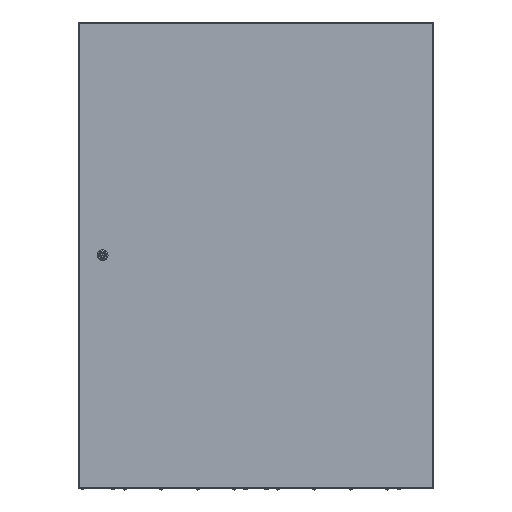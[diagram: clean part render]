
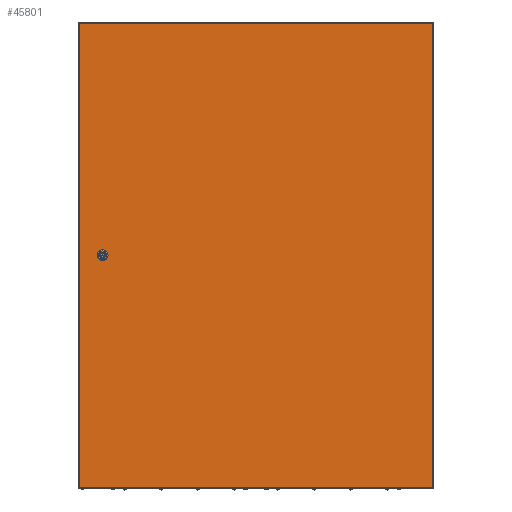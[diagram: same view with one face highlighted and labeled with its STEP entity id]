
A CAD part, top view. The second image highlights one B-rep face of the part: STEP entity #45801.
In plain terms, the highlighted planar face has unit normal (0, 0, 1).
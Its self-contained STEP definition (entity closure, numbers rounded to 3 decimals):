
#219 = CARTESIAN_POINT ( 'NONE',  ( 912.37, 1197., 17.5 ) ) ;
#257 = CARTESIAN_POINT ( 'NONE',  ( 62.87, 600., 17.5 ) ) ;
#1299 = VERTEX_POINT ( 'NONE', #45266 ) ;
#1828 = AXIS2_PLACEMENT_3D ( 'NONE', #3098, #41394, #54387 ) ;
#2311 = EDGE_CURVE ( 'NONE', #13747, #68796, #78242, .T. ) ;
#3098 = CARTESIAN_POINT ( 'NONE',  ( 0., 0., 17.5 ) ) ;
#3252 = LINE ( 'NONE', #81469, #57441 ) ;
#4022 = VERTEX_POINT ( 'NONE', #29227 ) ;
#4448 = CARTESIAN_POINT ( 'NONE',  ( 2.87, 3., 17.5 ) ) ;
#4548 = ORIENTED_EDGE ( 'NONE', *, *, #17543, .F. ) ;
#5834 = VECTOR ( 'NONE', #74693, 1000. ) ;
#6095 = VECTOR ( 'NONE', #10868, 1000. ) ;
#8061 = EDGE_CURVE ( 'NONE', #80210, #4022, #13715, .T. ) ;
#10868 = DIRECTION ( 'NONE',  ( 0., -1., 0. ) ) ;
#13715 = CIRCLE ( 'NONE', #37921, 11.25 ) ;
#13747 = VERTEX_POINT ( 'NONE', #31483 ) ;
#13845 = EDGE_CURVE ( 'NONE', #1299, #80318, #43673, .T. ) ;
#14030 = VERTEX_POINT ( 'NONE', #80247 ) ;
#14453 = PLANE ( 'NONE',  #1828 ) ;
#16142 = VERTEX_POINT ( 'NONE', #60963 ) ;
#16282 = LINE ( 'NONE', #51063, #36444 ) ;
#16620 = EDGE_CURVE ( 'NONE', #4022, #71414, #3252, .T. ) ;
#17313 = DIRECTION ( 'NONE',  ( 1., 0., 0. ) ) ;
#17374 = EDGE_LOOP ( 'NONE', ( #4548, #71619, #32079, #62471, #81441, #51562, #53123, #31456 ) ) ;
#17543 = EDGE_CURVE ( 'NONE', #71414, #1299, #40212, .T. ) ;
#18145 = CARTESIAN_POINT ( 'NONE',  ( 2.87, 3., 17.5 ) ) ;
#18293 = LINE ( 'NONE', #219, #30077 ) ;
#18404 = CARTESIAN_POINT ( 'NONE',  ( 2.87, 1197., 17.5 ) ) ;
#19090 = DIRECTION ( 'NONE',  ( 0., -1., 0. ) ) ;
#21280 = EDGE_CURVE ( 'NONE', #16142, #62319, #18293, .T. ) ;
#21482 = AXIS2_PLACEMENT_3D ( 'NONE', #69537, #49377, #36328 ) ;
#22691 = AXIS2_PLACEMENT_3D ( 'NONE', #257, #70063, #69646 ) ;
#24718 = DIRECTION ( 'NONE',  ( -1., 0., 0. ) ) ;
#24736 = DIRECTION ( 'NONE',  ( 1., 0., 0. ) ) ;
#25853 = DIRECTION ( 'NONE',  ( 0., 1., 0. ) ) ;
#26315 = VECTOR ( 'NONE', #51682, 1000. ) ;
#26337 = CARTESIAN_POINT ( 'NONE',  ( 57.814, 589.95, 17.5 ) ) ;
#28889 = CARTESIAN_POINT ( 'NONE',  ( 72.92, 605.056, 17.5 ) ) ;
#29227 = CARTESIAN_POINT ( 'NONE',  ( 72.92, 594.944, 17.5 ) ) ;
#29777 = VECTOR ( 'NONE', #17313, 1000. ) ;
#30077 = VECTOR ( 'NONE', #25853, 1000. ) ;
#31456 = ORIENTED_EDGE ( 'NONE', *, *, #13845, .F. ) ;
#31483 = CARTESIAN_POINT ( 'NONE',  ( 52.82, 594.944, 17.5 ) ) ;
#32079 = ORIENTED_EDGE ( 'NONE', *, *, #8061, .F. ) ;
#34197 = DIRECTION ( 'NONE',  ( 0., 0., 1. ) ) ;
#36328 = DIRECTION ( 'NONE',  ( 1., 0., 0. ) ) ;
#36444 = VECTOR ( 'NONE', #19090, 1000. ) ;
#37921 = AXIS2_PLACEMENT_3D ( 'NONE', #42401, #34197, #38124 ) ;
#38124 = DIRECTION ( 'NONE',  ( 1., 0., 0. ) ) ;
#40136 = FACE_OUTER_BOUND ( 'NONE', #75870, .T. ) ;
#40212 = CIRCLE ( 'NONE', #22691, 11.25 ) ;
#40767 = EDGE_CURVE ( 'NONE', #71640, #13747, #16282, .T. ) ;
#40778 = CARTESIAN_POINT ( 'NONE',  ( 67.926, 589.95, 17.5 ) ) ;
#41394 = DIRECTION ( 'NONE',  ( 0., 0., 1. ) ) ;
#41560 = ORIENTED_EDGE ( 'NONE', *, *, #65823, .T. ) ;
#42401 = CARTESIAN_POINT ( 'NONE',  ( 62.87, 600., 17.5 ) ) ;
#43163 = DIRECTION ( 'NONE',  ( 0., 1., 0. ) ) ;
#43673 = LINE ( 'NONE', #63849, #48915 ) ;
#45266 = CARTESIAN_POINT ( 'NONE',  ( 67.926, 610.05, 17.5 ) ) ;
#45801 = ADVANCED_FACE ( 'NONE', ( #59866, #40136 ), #14453, .T. ) ;
#46653 = ORIENTED_EDGE ( 'NONE', *, *, #75994, .T. ) ;
#48583 = CARTESIAN_POINT ( 'NONE',  ( 67.926, 589.95, 17.5 ) ) ;
#48915 = VECTOR ( 'NONE', #24718, 1000. ) ;
#49377 = DIRECTION ( 'NONE',  ( 0., 0., 1. ) ) ;
#51063 = CARTESIAN_POINT ( 'NONE',  ( 52.82, 594.944, 17.5 ) ) ;
#51562 = ORIENTED_EDGE ( 'NONE', *, *, #40767, .F. ) ;
#51682 = DIRECTION ( 'NONE',  ( -1., 0., 0. ) ) ;
#52405 = EDGE_CURVE ( 'NONE', #68796, #80210, #74270, .T. ) ;
#53123 = ORIENTED_EDGE ( 'NONE', *, *, #79335, .F. ) ;
#53728 = CIRCLE ( 'NONE', #21482, 11.25 ) ;
#54387 = DIRECTION ( 'NONE',  ( 1., 0., 0. ) ) ;
#54497 = EDGE_CURVE ( 'NONE', #62319, #14030, #63446, .T. ) ;
#56003 = LINE ( 'NONE', #18145, #29777 ) ;
#57441 = VECTOR ( 'NONE', #43163, 1000. ) ;
#59866 = FACE_BOUND ( 'NONE', #17374, .T. ) ;
#60963 = CARTESIAN_POINT ( 'NONE',  ( 912.37, 3., 17.5 ) ) ;
#62319 = VERTEX_POINT ( 'NONE', #67229 ) ;
#62471 = ORIENTED_EDGE ( 'NONE', *, *, #52405, .F. ) ;
#63432 = AXIS2_PLACEMENT_3D ( 'NONE', #63863, #70164, #24736 ) ;
#63446 = LINE ( 'NONE', #83243, #26315 ) ;
#63849 = CARTESIAN_POINT ( 'NONE',  ( 67.926, 610.05, 17.5 ) ) ;
#63863 = CARTESIAN_POINT ( 'NONE',  ( 62.87, 600., 17.5 ) ) ;
#65823 = EDGE_CURVE ( 'NONE', #14030, #82683, #74396, .T. ) ;
#67229 = CARTESIAN_POINT ( 'NONE',  ( 912.37, 1197., 17.5 ) ) ;
#68796 = VERTEX_POINT ( 'NONE', #26337 ) ;
#69537 = CARTESIAN_POINT ( 'NONE',  ( 62.87, 600., 17.5 ) ) ;
#69646 = DIRECTION ( 'NONE',  ( 1., 0., 0. ) ) ;
#70063 = DIRECTION ( 'NONE',  ( 0., 0., 1. ) ) ;
#70164 = DIRECTION ( 'NONE',  ( 0., 0., 1. ) ) ;
#71414 = VERTEX_POINT ( 'NONE', #28889 ) ;
#71619 = ORIENTED_EDGE ( 'NONE', *, *, #16620, .F. ) ;
#71640 = VERTEX_POINT ( 'NONE', #82287 ) ;
#74270 = LINE ( 'NONE', #40778, #5834 ) ;
#74386 = ORIENTED_EDGE ( 'NONE', *, *, #21280, .T. ) ;
#74396 = LINE ( 'NONE', #18404, #6095 ) ;
#74693 = DIRECTION ( 'NONE',  ( 1., 0., 0. ) ) ;
#75457 = CARTESIAN_POINT ( 'NONE',  ( 57.814, 610.05, 17.5 ) ) ;
#75870 = EDGE_LOOP ( 'NONE', ( #41560, #46653, #74386, #79599 ) ) ;
#75994 = EDGE_CURVE ( 'NONE', #82683, #16142, #56003, .T. ) ;
#78242 = CIRCLE ( 'NONE', #63432, 11.25 ) ;
#79335 = EDGE_CURVE ( 'NONE', #80318, #71640, #53728, .T. ) ;
#79599 = ORIENTED_EDGE ( 'NONE', *, *, #54497, .T. ) ;
#80210 = VERTEX_POINT ( 'NONE', #48583 ) ;
#80247 = CARTESIAN_POINT ( 'NONE',  ( 2.87, 1197., 17.5 ) ) ;
#80318 = VERTEX_POINT ( 'NONE', #75457 ) ;
#81441 = ORIENTED_EDGE ( 'NONE', *, *, #2311, .F. ) ;
#81469 = CARTESIAN_POINT ( 'NONE',  ( 72.92, 594.944, 17.5 ) ) ;
#82287 = CARTESIAN_POINT ( 'NONE',  ( 52.82, 605.056, 17.5 ) ) ;
#82683 = VERTEX_POINT ( 'NONE', #4448 ) ;
#83243 = CARTESIAN_POINT ( 'NONE',  ( 2.87, 1197., 17.5 ) ) ;
